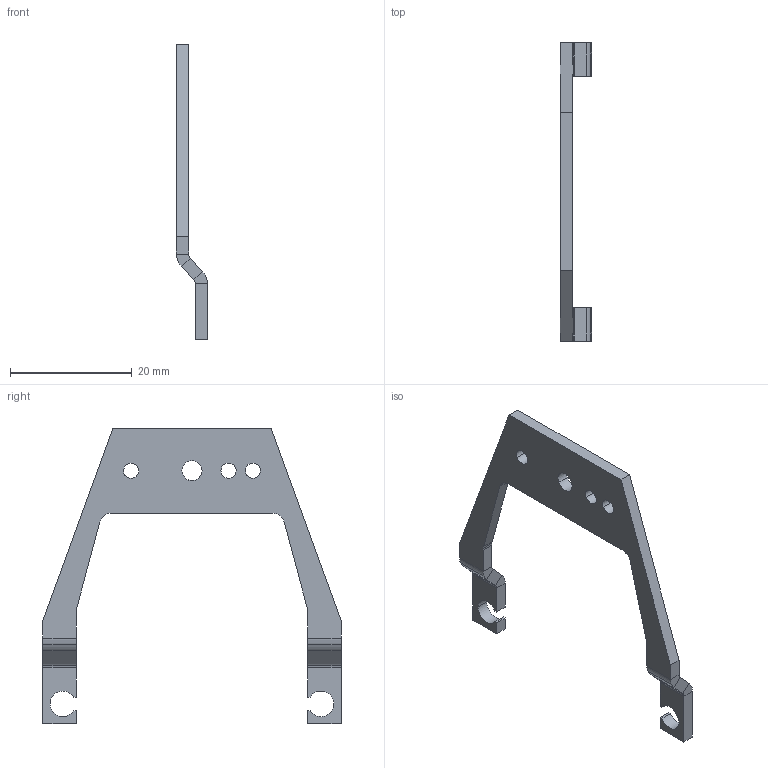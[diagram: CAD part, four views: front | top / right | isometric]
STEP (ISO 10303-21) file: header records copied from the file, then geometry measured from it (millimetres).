
FILE_DESCRIPTION(('CATIA V5 STEP Exchange','CAx-IF Rec.Pracs.--- Model Styling and Organization---1.4--- 2014-01-23'),'2;1');
FILE_NAME ('013340-5_1_1435410000_1435410000.stp','2019-09-06T11:02:23+00:00',('none'),('Weidmueller'),'CATIA Version 5-6 Release 2016 SP3 HF44','CATIA V5 STEP AP214','none');
FILE_SCHEMA(('AUTOMOTIVE_DESIGN { 1 0 10303 214 1 1 1 1 }'));
Length unit declared in the file: millimetre
Products named in the file (1): 1435410000
Bounding box: 5.1 x 49 x 48.6 mm (x, y, z)
Volume: 1461.8 mm3; surface area: 2050.6 mm2
Topology: 1 solids, 1 shells, 80 faces, 202 edges, 124 vertices
Faces by surface type: plane 44, cylinder 36
Entity records: 2718 total; most frequent: CARTESIAN_POINT 911, ORIENTED_EDGE 404, DIRECTION 295, EDGE_CURVE 202, VECTOR 130, LINE 130, VERTEX_POINT 124, AXIS2_PLACEMENT_3D 99
